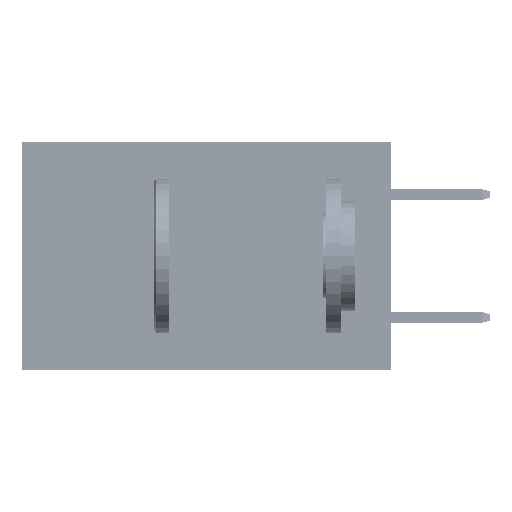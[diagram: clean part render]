
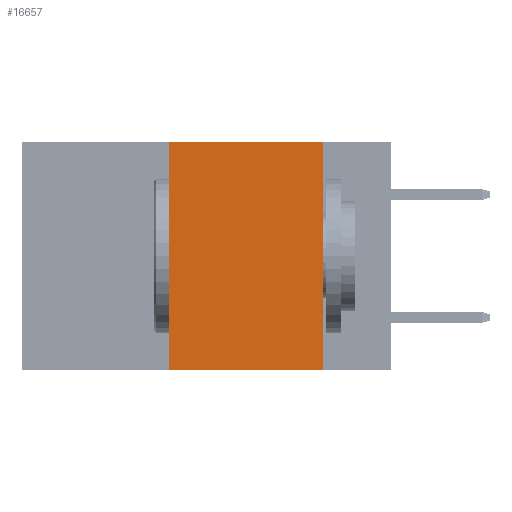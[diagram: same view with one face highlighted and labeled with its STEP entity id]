
A CAD part, left-side view. The second image highlights one B-rep face of the part: STEP entity #16657.
In plain terms, the highlighted planar face has unit normal (-1, 0, 0).
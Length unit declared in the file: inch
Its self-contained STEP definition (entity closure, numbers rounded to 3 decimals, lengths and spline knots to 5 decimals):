
#396 = CARTESIAN_POINT ( 'NONE',  ( 0., 0.11, 0. ) ) ;
#7534 = VECTOR ( 'NONE', #11351, 39.37008 ) ;
#7601 = CARTESIAN_POINT ( 'NONE',  ( 0., 0.6, -0.37 ) ) ;
#8186 = CARTESIAN_POINT ( 'NONE',  ( 0., 0.6, 0. ) ) ;
#9051 = ORIENTED_EDGE ( 'NONE', *, *, #18096, .T. ) ;
#9377 = EDGE_CURVE ( 'NONE', #45573, #23599, #14644, .T. ) ;
#11351 = DIRECTION ( 'NONE',  ( 0., -1., 0. ) ) ;
#11821 = VERTEX_POINT ( 'NONE', #41833 ) ;
#13618 = LINE ( 'NONE', #7601, #7534 ) ;
#14584 = ORIENTED_EDGE ( 'NONE', *, *, #48164, .F. ) ;
#14644 = LINE ( 'NONE', #19671, #39449 ) ;
#16169 = VECTOR ( 'NONE', #45699, 39.37008 ) ;
#16194 = EDGE_CURVE ( 'NONE', #28375, #11821, #40971, .T. ) ;
#16657 = ADVANCED_FACE ( 'NONE', ( #21564 ), #42972, .F. ) ;
#17021 = ORIENTED_EDGE ( 'NONE', *, *, #9377, .F. ) ;
#17073 = CARTESIAN_POINT ( 'NONE',  ( 0., 0.36, -0.37 ) ) ;
#18096 = EDGE_CURVE ( 'NONE', #28375, #23599, #13618, .T. ) ;
#19671 = CARTESIAN_POINT ( 'NONE',  ( 0., 0.11, 0. ) ) ;
#21564 = FACE_OUTER_BOUND ( 'NONE', #48221, .T. ) ;
#22294 = ORIENTED_EDGE ( 'NONE', *, *, #16194, .F. ) ;
#23599 = VERTEX_POINT ( 'NONE', #43753 ) ;
#24398 = DIRECTION ( 'NONE',  ( 0., 0., -1. ) ) ;
#27632 = CARTESIAN_POINT ( 'NONE',  ( 0., 0.6, 0. ) ) ;
#28288 = DIRECTION ( 'NONE',  ( 1., 0., 0. ) ) ;
#28375 = VERTEX_POINT ( 'NONE', #17073 ) ;
#28637 = VECTOR ( 'NONE', #38656, 39.37008 ) ;
#30191 = CARTESIAN_POINT ( 'NONE',  ( 0., 0.36, 0. ) ) ;
#31493 = DIRECTION ( 'NONE',  ( 0., 0., -1. ) ) ;
#32257 = LINE ( 'NONE', #8186, #28637 ) ;
#38656 = DIRECTION ( 'NONE',  ( 0., -1., 0. ) ) ;
#39449 = VECTOR ( 'NONE', #31493, 39.37008 ) ;
#40971 = LINE ( 'NONE', #30191, #16169 ) ;
#41833 = CARTESIAN_POINT ( 'NONE',  ( 0., 0.36, 0. ) ) ;
#42972 = PLANE ( 'NONE',  #47007 ) ;
#43753 = CARTESIAN_POINT ( 'NONE',  ( 0., 0.11, -0.37 ) ) ;
#45573 = VERTEX_POINT ( 'NONE', #396 ) ;
#45699 = DIRECTION ( 'NONE',  ( 0., 0., 1. ) ) ;
#47007 = AXIS2_PLACEMENT_3D ( 'NONE', #27632, #28288, #24398 ) ;
#48164 = EDGE_CURVE ( 'NONE', #11821, #45573, #32257, .T. ) ;
#48221 = EDGE_LOOP ( 'NONE', ( #17021, #14584, #22294, #9051 ) ) ;
